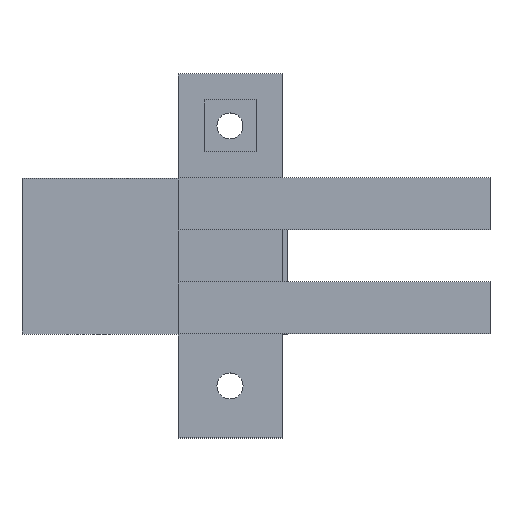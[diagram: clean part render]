
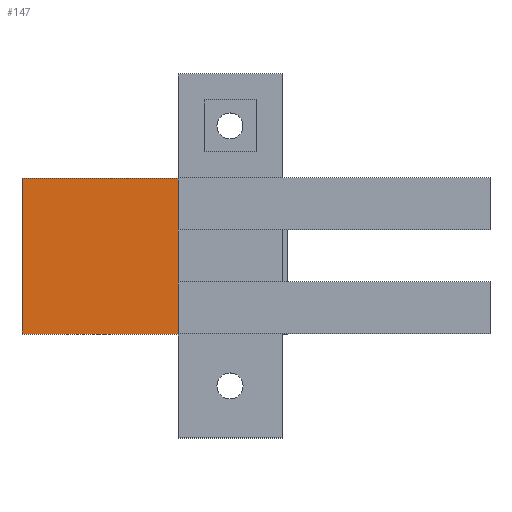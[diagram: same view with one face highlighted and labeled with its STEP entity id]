
A CAD part, top view. The second image highlights one B-rep face of the part: STEP entity #147.
In plain terms, the highlighted planar face has unit normal (0, 0, 1).
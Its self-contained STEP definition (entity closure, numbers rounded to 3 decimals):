
#147=ADVANCED_FACE('',(#464),#466,.F.);
#464=FACE_BOUND('',#465,.T.);
#465=EDGE_LOOP('',(#707,#708,#709,#710));
#466=PLANE('',#467);
#467=AXIS2_PLACEMENT_3D('',#468,#469,#470);
#468=CARTESIAN_POINT('',(0.,0.,0.));
#469=DIRECTION('',(0.,0.,-1.));
#470=DIRECTION('',(0.,1.,0.));
#707=ORIENTED_EDGE('',*,*,#863,.T.);
#708=ORIENTED_EDGE('',*,*,#848,.F.);
#709=ORIENTED_EDGE('',*,*,#862,.F.);
#710=ORIENTED_EDGE('',*,*,#852,.F.);
#848=EDGE_CURVE('',#947,#939,#949,.T.);
#852=EDGE_CURVE('',#953,#955,#956,.T.);
#862=EDGE_CURVE('',#955,#947,#971,.T.);
#863=EDGE_CURVE('',#953,#939,#972,.F.);
#939=VERTEX_POINT('',#1105);
#947=VERTEX_POINT('',#1121);
#949=LINE('',#1125,#1126);
#953=VERTEX_POINT('',#1135);
#955=VERTEX_POINT('',#1139);
#956=LINE('',#1140,#1141);
#971=LINE('',#1176,#1177);
#972=LINE('',#1179,#1180);
#1105=CARTESIAN_POINT('',(-10.,15.,0.));
#1121=CARTESIAN_POINT('',(-40.,15.,0.));
#1125=CARTESIAN_POINT('',(-40.,15.,0.));
#1126=VECTOR('',#1127,1.);
#1127=DIRECTION('',(1.,0.,0.));
#1135=CARTESIAN_POINT('',(-10.,-15.,0.));
#1139=CARTESIAN_POINT('',(-40.,-15.,0.));
#1140=CARTESIAN_POINT('',(-10.,-15.,0.));
#1141=VECTOR('',#1142,1.);
#1142=DIRECTION('',(-1.,0.,0.));
#1176=CARTESIAN_POINT('',(-40.,-15.,0.));
#1177=VECTOR('',#1178,1.);
#1178=DIRECTION('',(0.,1.,0.));
#1179=CARTESIAN_POINT('',(-10.,15.,0.));
#1180=VECTOR('',#1181,1.);
#1181=DIRECTION('',(0.,-1.,0.));
